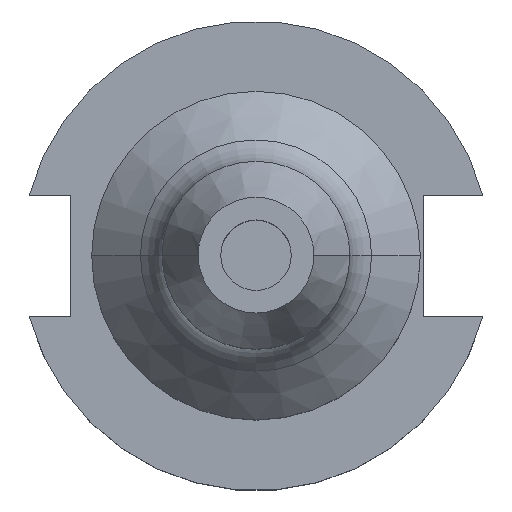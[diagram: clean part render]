
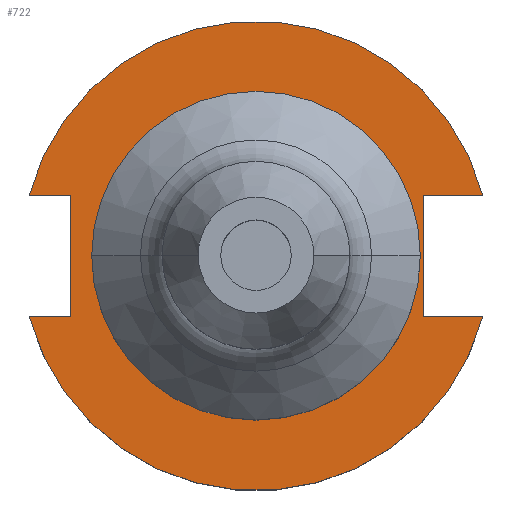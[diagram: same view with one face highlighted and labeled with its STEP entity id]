
A CAD part, top view. The second image highlights one B-rep face of the part: STEP entity #722.
In plain terms, the highlighted planar face has unit normal (0, 0, 1).
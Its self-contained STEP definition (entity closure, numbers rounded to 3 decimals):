
#2 = EDGE_CURVE ( 'NONE', #252, #740, #89, .T. ) ;
#19 = CARTESIAN_POINT ( 'NONE',  ( -30.675, -8.191, 19.05 ) ) ;
#69 = CARTESIAN_POINT ( 'NONE',  ( 0., 0., 19.05 ) ) ;
#89 = CIRCLE ( 'NONE', #821, 22.225 ) ;
#90 = AXIS2_PLACEMENT_3D ( 'NONE', #1235, #1360, #1615 ) ;
#145 = AXIS2_PLACEMENT_3D ( 'NONE', #997, #745, #1613 ) ;
#147 = ORIENTED_EDGE ( 'NONE', *, *, #1459, .T. ) ;
#203 = AXIS2_PLACEMENT_3D ( 'NONE', #1554, #559, #1429 ) ;
#208 = CARTESIAN_POINT ( 'NONE',  ( -25.091, 8.191, 19.05 ) ) ;
#211 = EDGE_LOOP ( 'NONE', ( #147, #753, #781, #1536, #873, #1462, #1581, #1437 ) ) ;
#218 = CARTESIAN_POINT ( 'NONE',  ( -30.675, 8.191, 19.05 ) ) ;
#252 = VERTEX_POINT ( 'NONE', #749 ) ;
#322 = VERTEX_POINT ( 'NONE', #1056 ) ;
#327 = DIRECTION ( 'NONE',  ( 0., 0., 1. ) ) ;
#345 = EDGE_CURVE ( 'NONE', #740, #252, #864, .T. ) ;
#367 = VERTEX_POINT ( 'NONE', #1438 ) ;
#415 = ORIENTED_EDGE ( 'NONE', *, *, #345, .F. ) ;
#421 = CARTESIAN_POINT ( 'NONE',  ( 22.606, -8.191, 19.05 ) ) ;
#477 = LINE ( 'NONE', #678, #1467 ) ;
#487 = CARTESIAN_POINT ( 'NONE',  ( 22.606, 8.191, 19.05 ) ) ;
#535 = CIRCLE ( 'NONE', #145, 31.75 ) ;
#540 = EDGE_CURVE ( 'NONE', #1457, #694, #1473, .T. ) ;
#559 = DIRECTION ( 'NONE',  ( 0., 0., 1. ) ) ;
#588 = ORIENTED_EDGE ( 'NONE', *, *, #2, .F. ) ;
#598 = FACE_OUTER_BOUND ( 'NONE', #211, .T. ) ;
#616 = DIRECTION ( 'NONE',  ( 0., -1., 0. ) ) ;
#622 = LINE ( 'NONE', #1258, #970 ) ;
#628 = CARTESIAN_POINT ( 'NONE',  ( -22.225, 0., 19.05 ) ) ;
#678 = CARTESIAN_POINT ( 'NONE',  ( 0., 8.191, 19.05 ) ) ;
#694 = VERTEX_POINT ( 'NONE', #208 ) ;
#722 = ADVANCED_FACE ( 'NONE', ( #1623, #598 ), #1355, .F. ) ;
#735 = EDGE_CURVE ( 'NONE', #367, #1457, #535, .T. ) ;
#740 = VERTEX_POINT ( 'NONE', #628 ) ;
#745 = DIRECTION ( 'NONE',  ( 0., 0., 1. ) ) ;
#748 = CIRCLE ( 'NONE', #1155, 31.75 ) ;
#749 = CARTESIAN_POINT ( 'NONE',  ( 22.225, 0., 19.05 ) ) ;
#753 = ORIENTED_EDGE ( 'NONE', *, *, #755, .F. ) ;
#755 = EDGE_CURVE ( 'NONE', #1232, #1596, #1197, .T. ) ;
#765 = DIRECTION ( 'NONE',  ( 1., 0., 0. ) ) ;
#781 = ORIENTED_EDGE ( 'NONE', *, *, #1090, .T. ) ;
#795 = DIRECTION ( 'NONE',  ( -1., 0., 0. ) ) ;
#821 = AXIS2_PLACEMENT_3D ( 'NONE', #897, #890, #954 ) ;
#832 = VECTOR ( 'NONE', #1333, 1000. ) ;
#864 = CIRCLE ( 'NONE', #203, 22.225 ) ;
#873 = ORIENTED_EDGE ( 'NONE', *, *, #1132, .T. ) ;
#890 = DIRECTION ( 'NONE',  ( 0., 0., 1. ) ) ;
#896 = LINE ( 'NONE', #1477, #1189 ) ;
#897 = CARTESIAN_POINT ( 'NONE',  ( 0., 0., 19.05 ) ) ;
#929 = CARTESIAN_POINT ( 'NONE',  ( -61.091, 8.191, 19.05 ) ) ;
#954 = DIRECTION ( 'NONE',  ( 1., 0., 0. ) ) ;
#970 = VECTOR ( 'NONE', #1520, 1000. ) ;
#997 = CARTESIAN_POINT ( 'NONE',  ( 0., 0., 19.05 ) ) ;
#1056 = CARTESIAN_POINT ( 'NONE',  ( 30.675, -8.191, 19.05 ) ) ;
#1070 = DIRECTION ( 'NONE',  ( 1., 0., 0. ) ) ;
#1090 = EDGE_CURVE ( 'NONE', #1232, #322, #748, .T. ) ;
#1132 = EDGE_CURVE ( 'NONE', #1511, #1415, #622, .T. ) ;
#1133 = LINE ( 'NONE', #1226, #1166 ) ;
#1155 = AXIS2_PLACEMENT_3D ( 'NONE', #69, #327, #765 ) ;
#1166 = VECTOR ( 'NONE', #616, 1000. ) ;
#1189 = VECTOR ( 'NONE', #1339, 1000. ) ;
#1197 = LINE ( 'NONE', #1221, #832 ) ;
#1219 = EDGE_LOOP ( 'NONE', ( #588, #415 ) ) ;
#1221 = CARTESIAN_POINT ( 'NONE',  ( -61.091, -8.191, 19.05 ) ) ;
#1226 = CARTESIAN_POINT ( 'NONE',  ( -25.091, 8.191, 19.05 ) ) ;
#1232 = VERTEX_POINT ( 'NONE', #19 ) ;
#1235 = CARTESIAN_POINT ( 'NONE',  ( 0., 22.225, 19.05 ) ) ;
#1258 = CARTESIAN_POINT ( 'NONE',  ( 22.606, 22.225, 19.05 ) ) ;
#1333 = DIRECTION ( 'NONE',  ( 1., 0., 0. ) ) ;
#1339 = DIRECTION ( 'NONE',  ( 1., 0., 0. ) ) ;
#1355 = PLANE ( 'NONE',  #90 ) ;
#1360 = DIRECTION ( 'NONE',  ( 0., 0., -1. ) ) ;
#1403 = EDGE_CURVE ( 'NONE', #1511, #322, #896, .T. ) ;
#1415 = VERTEX_POINT ( 'NONE', #487 ) ;
#1429 = DIRECTION ( 'NONE',  ( 1., 0., 0. ) ) ;
#1437 = ORIENTED_EDGE ( 'NONE', *, *, #540, .T. ) ;
#1438 = CARTESIAN_POINT ( 'NONE',  ( 30.675, 8.191, 19.05 ) ) ;
#1457 = VERTEX_POINT ( 'NONE', #218 ) ;
#1459 = EDGE_CURVE ( 'NONE', #694, #1596, #1133, .T. ) ;
#1462 = ORIENTED_EDGE ( 'NONE', *, *, #1535, .F. ) ;
#1467 = VECTOR ( 'NONE', #795, 1000. ) ;
#1473 = LINE ( 'NONE', #929, #1570 ) ;
#1475 = CARTESIAN_POINT ( 'NONE',  ( -25.091, -8.191, 19.05 ) ) ;
#1477 = CARTESIAN_POINT ( 'NONE',  ( 0., -8.191, 19.05 ) ) ;
#1511 = VERTEX_POINT ( 'NONE', #421 ) ;
#1520 = DIRECTION ( 'NONE',  ( 0., 1., 0. ) ) ;
#1535 = EDGE_CURVE ( 'NONE', #367, #1415, #477, .T. ) ;
#1536 = ORIENTED_EDGE ( 'NONE', *, *, #1403, .F. ) ;
#1554 = CARTESIAN_POINT ( 'NONE',  ( 0., 0., 19.05 ) ) ;
#1570 = VECTOR ( 'NONE', #1070, 1000. ) ;
#1581 = ORIENTED_EDGE ( 'NONE', *, *, #735, .T. ) ;
#1596 = VERTEX_POINT ( 'NONE', #1475 ) ;
#1613 = DIRECTION ( 'NONE',  ( 1., 0., 0. ) ) ;
#1615 = DIRECTION ( 'NONE',  ( -1., 0., 0. ) ) ;
#1623 = FACE_BOUND ( 'NONE', #1219, .T. ) ;
